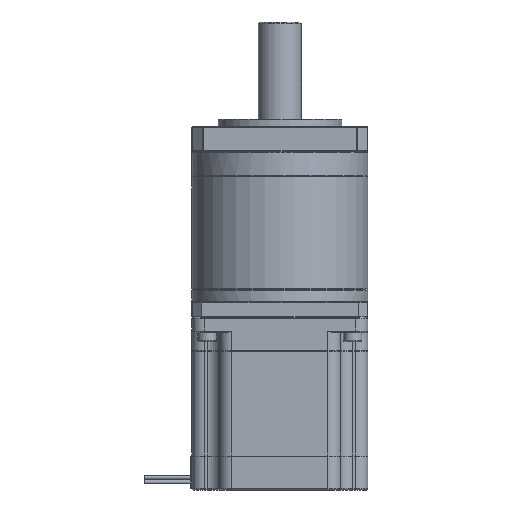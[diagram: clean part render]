
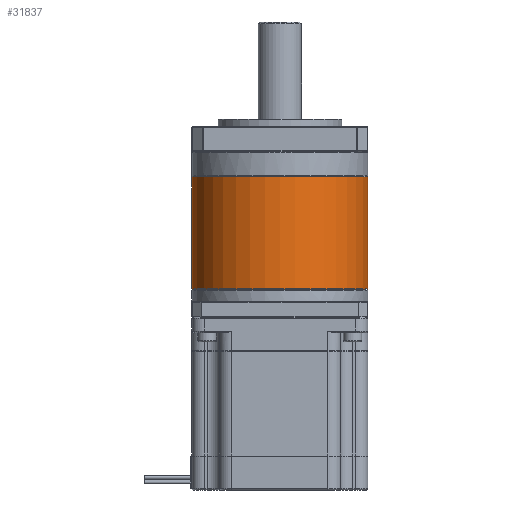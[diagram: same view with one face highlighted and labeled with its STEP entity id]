
A CAD part, front view. The second image highlights one B-rep face of the part: STEP entity #31837.
In plain terms, the highlighted cylindrical face has radius 28.5 mm (diameter 57 mm), a partial arc.
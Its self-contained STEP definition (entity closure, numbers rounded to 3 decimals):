
#581 = DIRECTION ( 'NONE',  ( 0., 0., -1. ) ) ;
#1167 = CARTESIAN_POINT ( 'NONE',  ( 0., 0., 101.45 ) ) ;
#1462 = VECTOR ( 'NONE', #8879, 1000. ) ;
#1688 = CARTESIAN_POINT ( 'NONE',  ( -28.5, 0., 101.45 ) ) ;
#1758 = CARTESIAN_POINT ( 'NONE',  ( 28.5, 0., 65.2 ) ) ;
#2336 = VERTEX_POINT ( 'NONE', #1688 ) ;
#2914 = ORIENTED_EDGE ( 'NONE', *, *, #33140, .T. ) ;
#3380 = ORIENTED_EDGE ( 'NONE', *, *, #40461, .T. ) ;
#3732 = DIRECTION ( 'NONE',  ( 0., 0., 1. ) ) ;
#3998 = DIRECTION ( 'NONE',  ( -1., 0., 0. ) ) ;
#4098 = CARTESIAN_POINT ( 'NONE',  ( 0., 0., 65.2 ) ) ;
#4696 = DIRECTION ( 'NONE',  ( -1., 0., 0. ) ) ;
#4831 = EDGE_CURVE ( 'NONE', #22115, #32515, #23285, .T. ) ;
#5392 = CARTESIAN_POINT ( 'NONE',  ( -28.5, 0., 109.65 ) ) ;
#8879 = DIRECTION ( 'NONE',  ( 0., 0., -1. ) ) ;
#10230 = CARTESIAN_POINT ( 'NONE',  ( 0., 0., 101.45 ) ) ;
#11219 = FACE_OUTER_BOUND ( 'NONE', #21260, .T. ) ;
#11976 = VERTEX_POINT ( 'NONE', #19862 ) ;
#12951 = LINE ( 'NONE', #40044, #39421 ) ;
#13257 = AXIS2_PLACEMENT_3D ( 'NONE', #10230, #34500, #13764 ) ;
#13764 = DIRECTION ( 'NONE',  ( -1., 0., 0. ) ) ;
#17120 = CIRCLE ( 'NONE', #13257, 28.5 ) ;
#19373 = DIRECTION ( 'NONE',  ( 0., 0., -1. ) ) ;
#19862 = CARTESIAN_POINT ( 'NONE',  ( 28.5, 0., 101.45 ) ) ;
#21080 = LINE ( 'NONE', #5392, #1462 ) ;
#21260 = EDGE_LOOP ( 'NONE', ( #38915, #2914, #3380, #28455, #31545 ) ) ;
#21621 = DIRECTION ( 'NONE',  ( -1., 0., 0. ) ) ;
#22115 = VERTEX_POINT ( 'NONE', #29777 ) ;
#23285 = CIRCLE ( 'NONE', #34625, 28.5 ) ;
#25326 = EDGE_CURVE ( 'NONE', #2336, #22115, #21080, .T. ) ;
#25519 = DIRECTION ( 'NONE',  ( 0., 0., -1. ) ) ;
#28372 = CARTESIAN_POINT ( 'NONE',  ( 0., 0., 109.65 ) ) ;
#28455 = ORIENTED_EDGE ( 'NONE', *, *, #25326, .T. ) ;
#28763 = AXIS2_PLACEMENT_3D ( 'NONE', #1167, #25519, #4696 ) ;
#29777 = CARTESIAN_POINT ( 'NONE',  ( -28.5, 0., 65.2 ) ) ;
#31402 = EDGE_CURVE ( 'NONE', #11976, #32515, #12951, .T. ) ;
#31545 = ORIENTED_EDGE ( 'NONE', *, *, #4831, .T. ) ;
#31837 = ADVANCED_FACE ( 'NONE', ( #11219 ), #34524, .T. ) ;
#32515 = VERTEX_POINT ( 'NONE', #1758 ) ;
#33140 = EDGE_CURVE ( 'NONE', #11976, #33799, #17120, .T. ) ;
#33230 = CARTESIAN_POINT ( 'NONE',  ( 0., -28.5, 101.45 ) ) ;
#33799 = VERTEX_POINT ( 'NONE', #33230 ) ;
#34500 = DIRECTION ( 'NONE',  ( 0., 0., -1. ) ) ;
#34524 = CYLINDRICAL_SURFACE ( 'NONE', #38048, 28.5 ) ;
#34625 = AXIS2_PLACEMENT_3D ( 'NONE', #4098, #3732, #3998 ) ;
#38048 = AXIS2_PLACEMENT_3D ( 'NONE', #28372, #581, #21621 ) ;
#38915 = ORIENTED_EDGE ( 'NONE', *, *, #31402, .F. ) ;
#39421 = VECTOR ( 'NONE', #19373, 1000. ) ;
#40044 = CARTESIAN_POINT ( 'NONE',  ( 28.5, 0., 109.65 ) ) ;
#40461 = EDGE_CURVE ( 'NONE', #33799, #2336, #42918, .T. ) ;
#42918 = CIRCLE ( 'NONE', #28763, 28.5 ) ;
